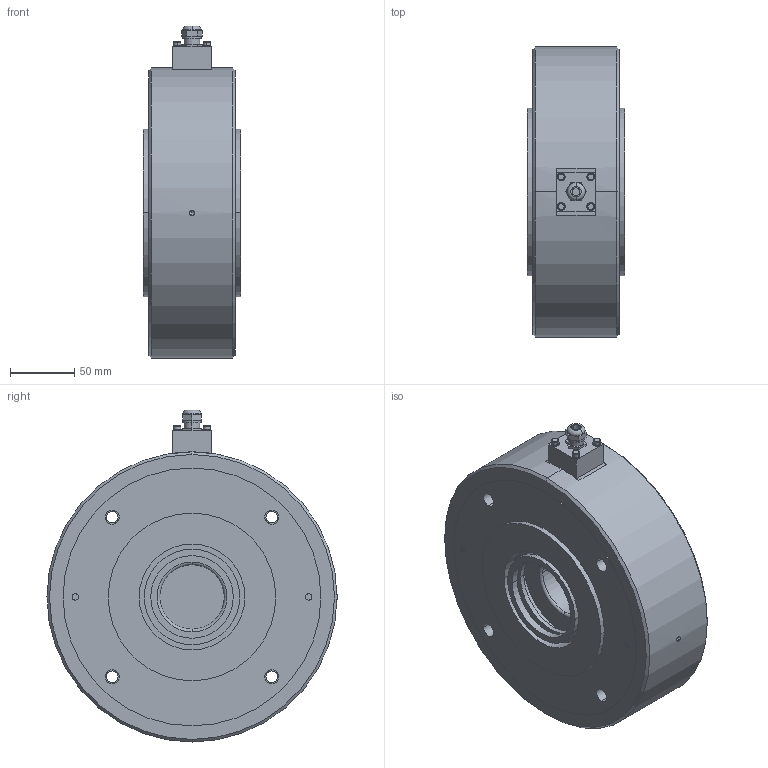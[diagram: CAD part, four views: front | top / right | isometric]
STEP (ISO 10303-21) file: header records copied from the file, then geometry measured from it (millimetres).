
FILE_DESCRIPTION((''),'2;1');
FILE_NAME('31102044_-.stp','2019-10-09T11:37:18',(''),(''),'Mechanical Desktop 2009','Mechanical Desktop 2009',', , ');
FILE_SCHEMA(('CONFIG_CONTROL_DESIGN'));
Length unit declared in the file: millimetre
Products named in the file (35): ZEICHNUNG9; L50007; L4765504; TEIL1AAAAA; L49152; TEIL1AA; L49151; TEIL1AAA; I-6KT_SCHRAUBE_M6X60A; I-6KT_SCHRAUBE_M6X60; I-6KT_SCHRAUBE_M3X25; I-6KT_SCHRAUBE_M3X25A; FEDERRING_M3A; FEDERRING_M3; V_RING_V65AA; V_RING_V65A; PENDELKUGELLAGER_1310TV; PENDELKUGELLAGER_1310TVA; SICHERUNGSRING_J110; SICHERUNGSRING_J110A; L4340402; TEIL1AAAA; KABELVERSCHRAUBUNG_PG7; KABELVERSCHRAUBUNG_PG7A; L49083; TEIL1; L50007A; L49152A; L49151A; RM_SDBA; L49026; TEIL1A; FLANSCHDOSE_14S-2P_4-POLIGA; FLANSCHDOSE_14S-2P_4-POLIG; RM_SDB
Assembly tree (39 placements, depth 4):
  ZEICHNUNG9
    L50007
      L4765504
        TEIL1AAAAA
      L49152
        TEIL1AA
      L49151
        TEIL1AAA
      I-6KT_SCHRAUBE_M6X60A  x2
        I-6KT_SCHRAUBE_M6X60
      I-6KT_SCHRAUBE_M3X25  x4
        I-6KT_SCHRAUBE_M3X25A
      FEDERRING_M3A  x4
        FEDERRING_M3
      V_RING_V65AA
        V_RING_V65A
      PENDELKUGELLAGER_1310TV
        PENDELKUGELLAGER_1310TVA
      SICHERUNGSRING_J110
        SICHERUNGSRING_J110A
      L4340402  x2
        TEIL1AAAA
      KABELVERSCHRAUBUNG_PG7
        KABELVERSCHRAUBUNG_PG7A
      L49083
        TEIL1
    L50007A
      L49152A
      L49151A
    RM_SDBA  x3
  L49026
  TEIL1A
  FLANSCHDOSE_14S-2P_4-POLIGA
  FLANSCHDOSE_14S-2P_4-POLIG
Bounding box: 75.9 x 225 x 257.5 mm (x, y, z)
Volume: 2383672.2 mm3; surface area: 384737 mm2
Topology: 20 solids, 20 shells, 369 faces, 877 edges, 577 vertices
Faces by surface type: cylinder 200, plane 113, cone 32, torus 22, bspline 2
Entity records: 9737 total; most frequent: DIRECTION 1749, CARTESIAN_POINT 1694, ORIENTED_EDGE 1346, AXIS2_PLACEMENT_3D 738, EDGE_CURVE 673, VERTEX_POINT 443, CIRCLE 396, EDGE_LOOP 386
